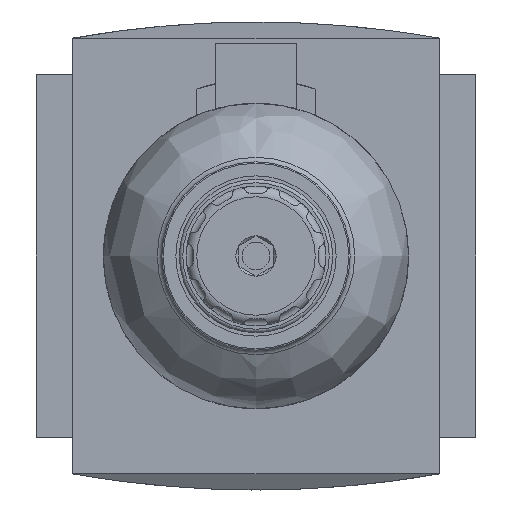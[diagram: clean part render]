
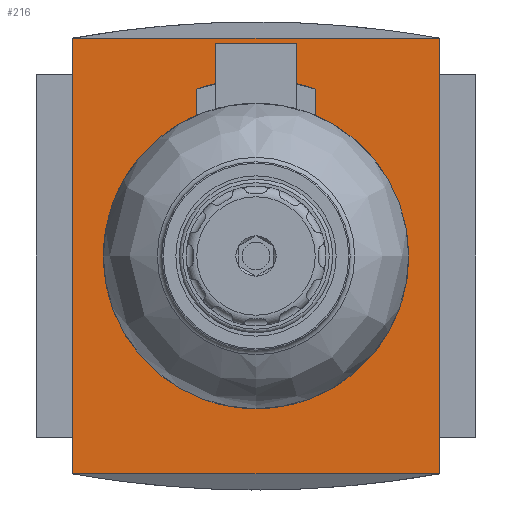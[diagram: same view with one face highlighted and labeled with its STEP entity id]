
A CAD part, front view. The second image highlights one B-rep face of the part: STEP entity #216.
In plain terms, the highlighted planar face has unit normal (0, -1, 0).
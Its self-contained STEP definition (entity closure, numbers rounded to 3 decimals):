
#216 = ADVANCED_FACE( '', ( #656 ), #657, .F. );
#656 = FACE_OUTER_BOUND( '', #1474, .T. );
#657 = PLANE( '', #1475 );
#1474 = EDGE_LOOP( '', ( #2616, #2617, #2618, #2619 ) );
#1475 = AXIS2_PLACEMENT_3D( '', #2620, #2621, #2622 );
#2616 = ORIENTED_EDGE( '', *, *, #5309, .F. );
#2617 = ORIENTED_EDGE( '', *, *, #5470, .T. );
#2618 = ORIENTED_EDGE( '', *, *, #5324, .F. );
#2619 = ORIENTED_EDGE( '', *, *, #5472, .T. );
#2620 = CARTESIAN_POINT( '', ( 0., -37.5, 116.435 ) );
#2621 = DIRECTION( '', ( 0., 1., 0. ) );
#2622 = DIRECTION( '', ( 0., 0., 1. ) );
#5309 = EDGE_CURVE( '', #6300, #6285, #6301, .T. );
#5324 = EDGE_CURVE( '', #6281, #6329, #6330, .T. );
#5470 = EDGE_CURVE( '', #6300, #6329, #6586, .T. );
#5472 = EDGE_CURVE( '', #6281, #6285, #6588, .T. );
#6281 = VERTEX_POINT( '', #7907 );
#6285 = VERTEX_POINT( '', #7912 );
#6300 = VERTEX_POINT( '', #7930 );
#6301 = LINE( '', #7931, #7932 );
#6329 = VERTEX_POINT( '', #7974 );
#6330 = LINE( '', #7975, #7976 );
#6586 = LINE( '', #8354, #8355 );
#6588 = LINE( '', #8357, #8358 );
#7907 = CARTESIAN_POINT( '', ( 26.25, -37.5, 31.25 ) );
#7912 = CARTESIAN_POINT( '', ( -26.25, -37.5, 31.25 ) );
#7930 = CARTESIAN_POINT( '', ( -26.25, -37.5, -31.25 ) );
#7931 = CARTESIAN_POINT( '', ( -26.25, -37.5, -31.25 ) );
#7932 = VECTOR( '', #10958, 1000. );
#7974 = CARTESIAN_POINT( '', ( 26.25, -37.5, -31.25 ) );
#7975 = CARTESIAN_POINT( '', ( 26.25, -37.5, 31.25 ) );
#7976 = VECTOR( '', #10973, 1000. );
#8354 = CARTESIAN_POINT( '', ( 0., -37.5, -31.25 ) );
#8355 = VECTOR( '', #11165, 1000. );
#8357 = CARTESIAN_POINT( '', ( 0., -37.5, 31.25 ) );
#8358 = VECTOR( '', #11169, 1000. );
#10958 = DIRECTION( '', ( 0., 0., 1. ) );
#10973 = DIRECTION( '', ( 0., 0., -1. ) );
#11165 = DIRECTION( '', ( 1., 0., 0. ) );
#11169 = DIRECTION( '', ( -1., 0., 0. ) );
